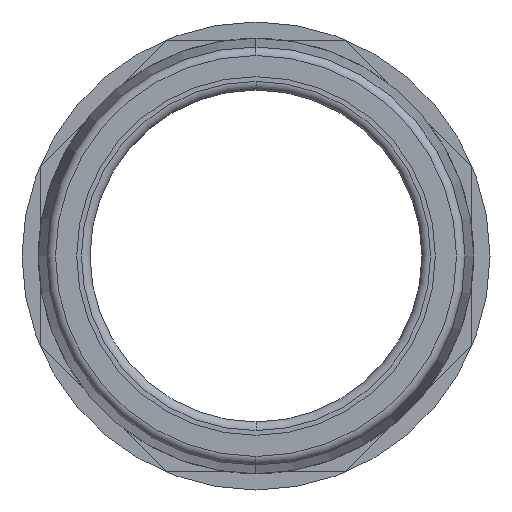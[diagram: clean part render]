
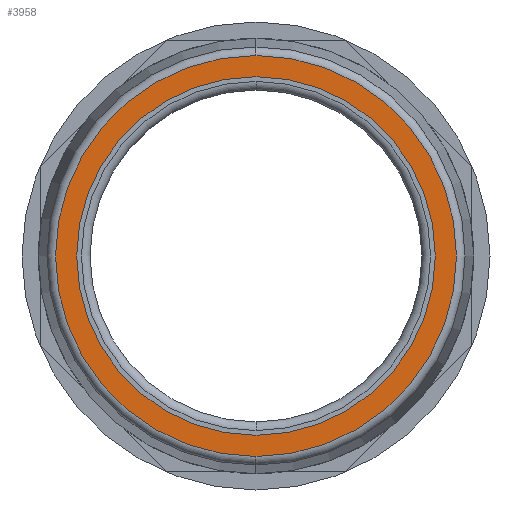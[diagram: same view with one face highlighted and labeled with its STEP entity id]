
A CAD part, left-side view. The second image highlights one B-rep face of the part: STEP entity #3958.
In plain terms, the highlighted planar face has unit normal (-1, 0, 0).
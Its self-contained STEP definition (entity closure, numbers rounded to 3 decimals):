
#29 = EDGE_LOOP ( 'NONE', ( #1784, #1785 ) ) ;
#38 = EDGE_LOOP ( 'NONE', ( #1782, #1783 ) ) ;
#88 = EDGE_CURVE ( 'NONE', #3618, #909, #4968, .T. ) ;
#195 = EDGE_CURVE ( 'NONE', #3649, #3630, #5147, .T. ) ;
#787 = CARTESIAN_POINT ( 'NONE',  ( -84.2, 20.8, 0. ) ) ;
#792 = FACE_BOUND ( 'NONE', #29, .T. ) ;
#796 = FACE_OUTER_BOUND ( 'NONE', #38, .T. ) ;
#797 = PLANE ( 'NONE',  #5304 ) ;
#799 = DIRECTION ( 'NONE',  ( 1., 0., 0. ) ) ;
#800 = DIRECTION ( 'NONE',  ( 0., 0., -1. ) ) ;
#909 = VERTEX_POINT ( 'NONE', #1383 ) ;
#1383 = CARTESIAN_POINT ( 'NONE',  ( -84.2, 0., 20.8 ) ) ;
#1473 = CARTESIAN_POINT ( 'NONE',  ( -84.2, 0., -20.8 ) ) ;
#1485 = CARTESIAN_POINT ( 'NONE',  ( -84.2, 0., -23.26 ) ) ;
#1504 = CARTESIAN_POINT ( 'NONE',  ( -84.2, 0., 23.26 ) ) ;
#1571 = CARTESIAN_POINT ( 'NONE',  ( -84.2, 0., 0. ) ) ;
#1572 = DIRECTION ( 'NONE',  ( -1., 0., 0. ) ) ;
#1573 = DIRECTION ( 'NONE',  ( 0., 0., 1. ) ) ;
#1583 = CARTESIAN_POINT ( 'NONE',  ( -84.2, 0., 0. ) ) ;
#1584 = DIRECTION ( 'NONE',  ( -1., 0., 0. ) ) ;
#1585 = DIRECTION ( 'NONE',  ( 0., 0., -1. ) ) ;
#1782 = ORIENTED_EDGE ( 'NONE', *, *, #3900, .T. ) ;
#1783 = ORIENTED_EDGE ( 'NONE', *, *, #195, .T. ) ;
#1784 = ORIENTED_EDGE ( 'NONE', *, *, #3896, .F. ) ;
#1785 = ORIENTED_EDGE ( 'NONE', *, *, #88, .F. ) ;
#3165 = CARTESIAN_POINT ( 'NONE',  ( -84.2, 0., 0. ) ) ;
#3166 = DIRECTION ( 'NONE',  ( -1., 0., 0. ) ) ;
#3167 = DIRECTION ( 'NONE',  ( 0., 0., -1. ) ) ;
#3618 = VERTEX_POINT ( 'NONE', #1473 ) ;
#3630 = VERTEX_POINT ( 'NONE', #1485 ) ;
#3649 = VERTEX_POINT ( 'NONE', #1504 ) ;
#3896 = EDGE_CURVE ( 'NONE', #909, #3618, #5223, .T. ) ;
#3900 = EDGE_CURVE ( 'NONE', #3630, #3649, #5230, .T. ) ;
#3958 = ADVANCED_FACE ( 'NONE', ( #796, #792 ), #797, .F. ) ;
#4863 = CARTESIAN_POINT ( 'NONE',  ( -84.2, 0., 0. ) ) ;
#4864 = DIRECTION ( 'NONE',  ( -1., 0., 0. ) ) ;
#4865 = DIRECTION ( 'NONE',  ( 0., 0., 1. ) ) ;
#4968 = CIRCLE ( 'NONE', #4974, 20.8 ) ;
#4974 = AXIS2_PLACEMENT_3D ( 'NONE', #4863, #4864, #4865 ) ;
#5147 = CIRCLE ( 'NONE', #5154, 23.26 ) ;
#5154 = AXIS2_PLACEMENT_3D ( 'NONE', #3165, #3166, #3167 ) ;
#5223 = CIRCLE ( 'NONE', #5226, 20.8 ) ;
#5226 = AXIS2_PLACEMENT_3D ( 'NONE', #1571, #1572, #1573 ) ;
#5230 = CIRCLE ( 'NONE', #5232, 23.26 ) ;
#5232 = AXIS2_PLACEMENT_3D ( 'NONE', #1583, #1584, #1585 ) ;
#5304 = AXIS2_PLACEMENT_3D ( 'NONE', #787, #799, #800 ) ;
